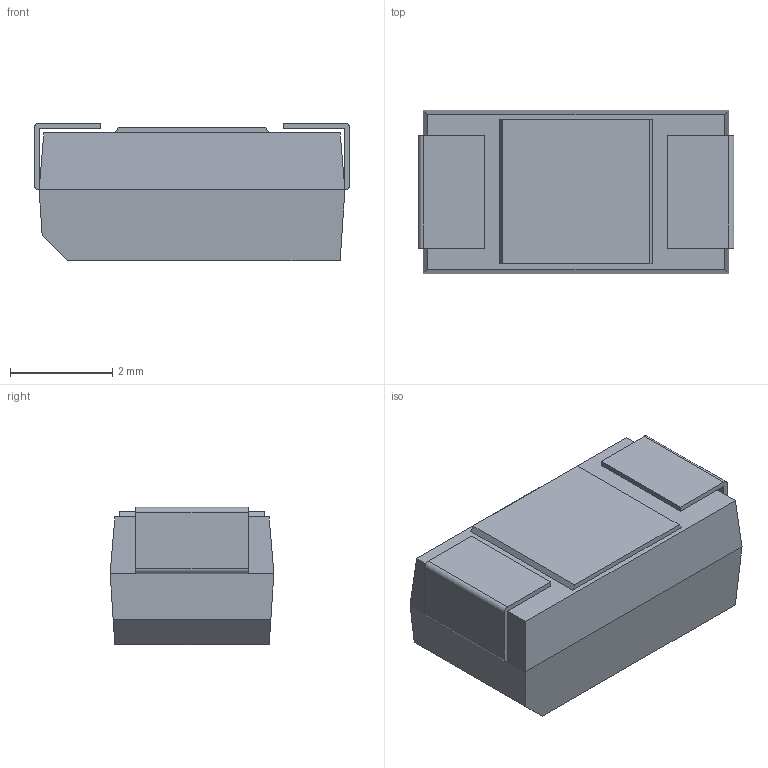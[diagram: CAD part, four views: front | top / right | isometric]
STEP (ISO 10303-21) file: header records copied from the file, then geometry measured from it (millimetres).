
FILE_DESCRIPTION (( 'STEP AP214' ), '1' );
FILE_NAME ('User Library-Tantalum Capacitor Case C.STEP', '2012-03-25T14:56:44', ( 'sysAdmin' ), ( 'SolidWorks' ), 'SwSTEP 2.0', 'SolidWorks 2012', '' );
FILE_SCHEMA (( 'AUTOMOTIVE_DESIGN' ));
Length unit declared in the file: millimetre
Products named in the file (3): User Library-Tantalum Capacitor Case C; User Library-Tantalum Capacitor Case C_Tantalum case C part2; User Library-Tantalum Capacitor Case C_Tantalum case C part1
Assembly tree (3 placements, depth 2):
  User Library-Tantalum Capacitor Case C
    User Library-Tantalum Capacitor Case C_Tantalum case C part2  x2
    User Library-Tantalum Capacitor Case C_Tantalum case C part1
Bounding box: 6.19 x 3.21 x 2.69 mm (x, y, z)
Volume: 47.4 mm3; surface area: 103.7 mm2
Topology: 3 solids, 3 shells, 114 faces, 299 edges, 198 vertices
Faces by surface type: plane 64, bspline 46, cylinder 4
Entity records: 6162 total; most frequent: CARTESIAN_POINT 2875, ORIENTED_EDGE 556, DIRECTION 320, EDGE_CURVE 278, VERTEX_POINT 184, VECTOR 182, LINE 182, EDGE_LOOP 112
